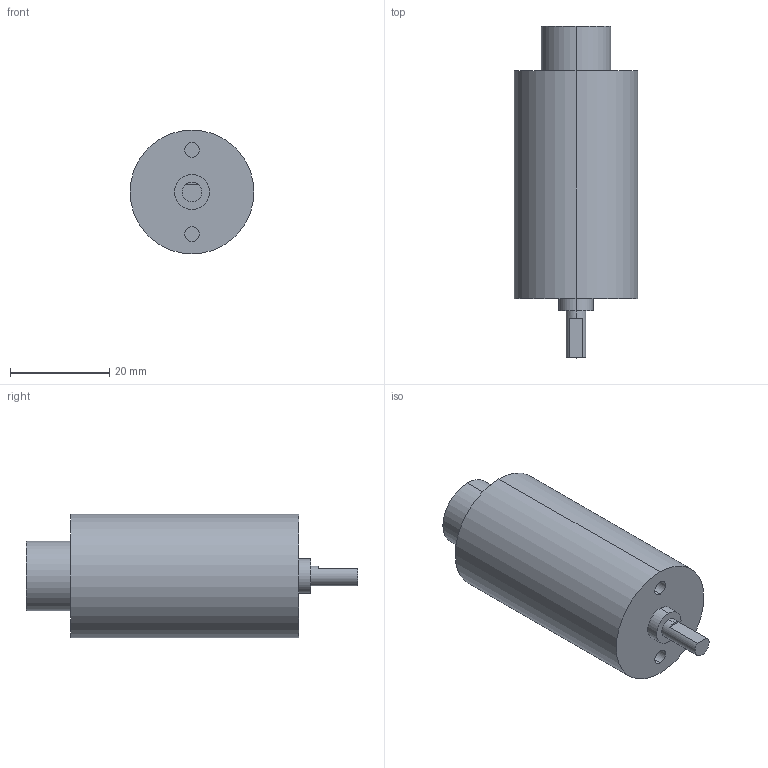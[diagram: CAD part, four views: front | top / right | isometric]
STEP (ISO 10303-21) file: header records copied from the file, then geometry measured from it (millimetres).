
FILE_DESCRIPTION (( 'STEP AP214' ), '1' );
FILE_NAME ('MotorFootprint_1390RPM_25SG-370CA-EN.STEP', '2026-01-12T02:27:05', ( '' ), ( '' ), 'SwSTEP 2.0', 'SolidWorks 2025', '' );
FILE_SCHEMA (( 'AUTOMOTIVE_DESIGN' ));
Length unit declared in the file: millimetre
Products named in the file (1): MotorFootprint_1390RPM_25SG-370CA-EN
Bounding box: 25 x 67 x 25 mm (x, y, z)
Volume: 24117.4 mm3; surface area: 5238.2 mm2
Topology: 1 solids, 1 shells, 21 faces, 42 edges, 28 vertices
Faces by surface type: cylinder 12, plane 9
Entity records: 585 total; most frequent: DIRECTION 112, CARTESIAN_POINT 92, ORIENTED_EDGE 84, AXIS2_PLACEMENT_3D 48, EDGE_CURVE 42, VERTEX_POINT 28, CIRCLE 26, EDGE_LOOP 26
